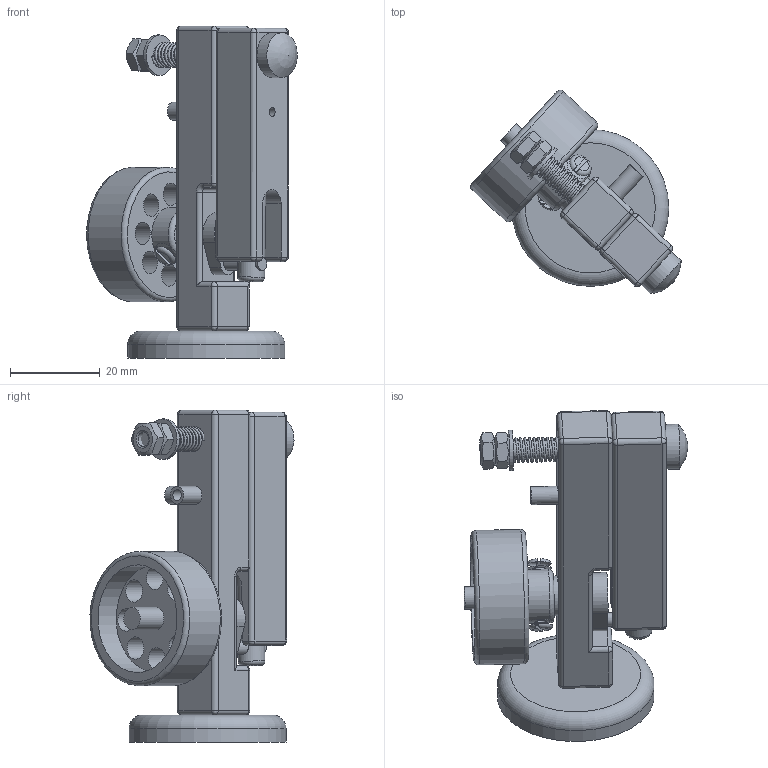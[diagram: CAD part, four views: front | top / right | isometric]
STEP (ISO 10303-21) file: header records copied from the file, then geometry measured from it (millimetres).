
FILE_DESCRIPTION(('FreeCAD Model'),'2;1');
FILE_NAME('Open CASCADE Shape Model','2025-05-05T03:47:06',('FreeCAD'),( 'FreeCAD'),'Open CASCADE STEP processor 7.6','FreeCAD','Unknown');
FILE_SCHEMA(('AUTOMOTIVE_DESIGN { 1 0 10303 214 1 1 1 1 }'));
Length unit declared in the file: millimetre
Products named in the file (1): Open CASCADE STEP translator 7.6 1
Bounding box: 46.92 x 45.47 x 74 mm (x, y, z)
Volume: 26896.7 mm3; surface area: 17201.7 mm2
Topology: 16 solids, 16 shells, 216 faces, 513 edges, 340 vertices
Faces by surface type: cylinder 89, plane 81, sphere 19, cone 13, torus 12, bspline 2
Full cylindrical faces by diameter (mm): 2 x4, 2.5 x2, 2.693 x2, 3 x6, 3.242 x2, 4 x7, 4.3 x1, 5 x13, 5.3 x1, 6 x2, 9 x2, 10 x1, 12 x1, 24 x1, 30 x1, 35 x1
Entity records: 8285 total; most frequent: CARTESIAN_POINT 3037, DIRECTION 1180, ORIENTED_EDGE 1024, EDGE_CURVE 512, AXIS2_PLACEMENT_3D 503, VERTEX_POINT 340, CIRCLE 280, FACE_BOUND 276
